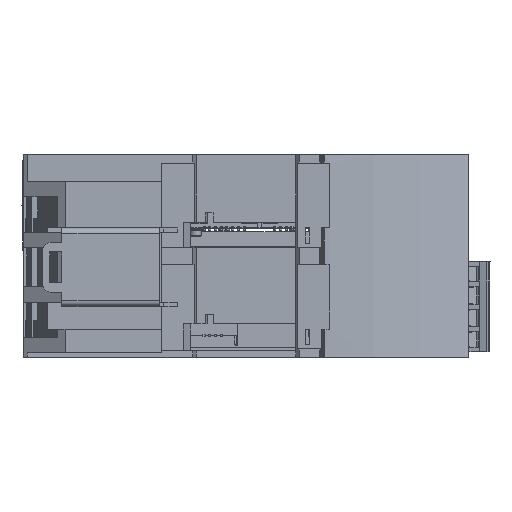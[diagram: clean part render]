
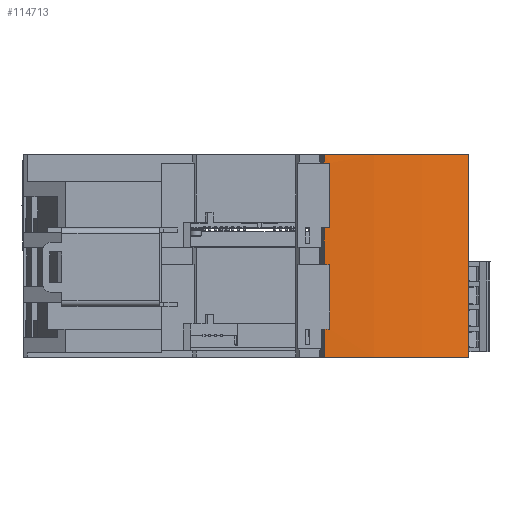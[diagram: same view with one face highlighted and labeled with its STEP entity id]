
A CAD part, front view. The second image highlights one B-rep face of the part: STEP entity #114713.
In plain terms, the highlighted cylindrical face has radius 80 mm (diameter 160 mm), a partial arc.
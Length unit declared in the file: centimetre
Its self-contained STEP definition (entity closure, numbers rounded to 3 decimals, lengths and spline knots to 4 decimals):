
#9163=LINE('',#173723,#23119);
#9624=LINE('',#174859,#23580);
#9819=LINE('',#175373,#23775);
#10267=LINE('',#176401,#24223);
#10268=LINE('',#176404,#24224);
#10269=LINE('',#176405,#24225);
#23119=VECTOR('',#140713,0.63);
#23580=VECTOR('',#141508,1.44);
#23775=VECTOR('',#141831,0.19);
#24223=VECTOR('',#142599,0.82);
#24224=VECTOR('',#142602,1.44);
#24225=VECTOR('',#142603,4.52);
#37406=FACE_OUTER_BOUND('',#43232,.T.);
#43232=EDGE_LOOP('',(#92976,#92977,#92978,#92979,#92980,#92981,#92982,#92983,
#92984,#92985,#92986,#92987));
#46151=CIRCLE('',#120792,8.);
#46159=CIRCLE('',#120950,8.);
#46190=CIRCLE('',#121144,8.);
#46202=CIRCLE('',#121246,8.);
#46226=CIRCLE('',#121299,8.);
#46230=CIRCLE('',#121338,8.);
#52644=VERTEX_POINT('',#172503);
#52646=VERTEX_POINT('',#172507);
#53071=VERTEX_POINT('',#173721);
#53079=VERTEX_POINT('',#173743);
#53476=VERTEX_POINT('',#174857);
#53477=VERTEX_POINT('',#174858);
#53529=VERTEX_POINT('',#175010);
#53630=VERTEX_POINT('',#175372);
#53707=VERTEX_POINT('',#175781);
#53739=VERTEX_POINT('',#175882);
#53948=VERTEX_POINT('',#176400);
#53949=VERTEX_POINT('',#176402);
#66103=EDGE_CURVE('',#52646,#52644,#46151,.T.);
#66654=EDGE_CURVE('',#53071,#52646,#9163,.T.);
#66666=EDGE_CURVE('',#53071,#53079,#46159,.T.);
#67161=EDGE_CURVE('',#53476,#53477,#9624,.T.);
#67235=EDGE_CURVE('',#53476,#53529,#46190,.T.);
#67373=EDGE_CURVE('',#53630,#53529,#9819,.T.);
#67540=EDGE_CURVE('',#53707,#53630,#46202,.T.);
#67581=EDGE_CURVE('',#53739,#53477,#46226,.T.);
#67858=EDGE_CURVE('',#53948,#53739,#10267,.T.);
#67859=EDGE_CURVE('',#53948,#53949,#46230,.T.);
#67860=EDGE_CURVE('',#52644,#53949,#10268,.T.);
#67861=EDGE_CURVE('',#53707,#53079,#10269,.T.);
#92976=ORIENTED_EDGE('',*,*,#67581,.F.);
#92977=ORIENTED_EDGE('',*,*,#67858,.F.);
#92978=ORIENTED_EDGE('',*,*,#67859,.T.);
#92979=ORIENTED_EDGE('',*,*,#67860,.F.);
#92980=ORIENTED_EDGE('',*,*,#66103,.F.);
#92981=ORIENTED_EDGE('',*,*,#66654,.F.);
#92982=ORIENTED_EDGE('',*,*,#66666,.T.);
#92983=ORIENTED_EDGE('',*,*,#67861,.F.);
#92984=ORIENTED_EDGE('',*,*,#67540,.T.);
#92985=ORIENTED_EDGE('',*,*,#67373,.T.);
#92986=ORIENTED_EDGE('',*,*,#67235,.F.);
#92987=ORIENTED_EDGE('',*,*,#67161,.T.);
#105381=CYLINDRICAL_SURFACE('',#121337,8.);
#114713=ADVANCED_FACE('',(#37406),#105381,.T.);
#120792=AXIS2_PLACEMENT_3D('',#172509,#139871,#139872);
#120950=AXIS2_PLACEMENT_3D('',#173745,#140730,#140731);
#121144=AXIS2_PLACEMENT_3D('',#175011,#141638,#141639);
#121246=AXIS2_PLACEMENT_3D('',#175782,#142129,#142130);
#121299=AXIS2_PLACEMENT_3D('',#175884,#142252,#142253);
#121337=AXIS2_PLACEMENT_3D('',#176399,#142597,#142598);
#121338=AXIS2_PLACEMENT_3D('',#176403,#142600,#142601);
#139871=DIRECTION('center_axis',(0.,0.,
1.));
#139872=DIRECTION('ref_axis',(1.,0.,0.));
#140713=DIRECTION('',(0.,0.,1.));
#140730=DIRECTION('center_axis',(0.,0.,
1.));
#140731=DIRECTION('ref_axis',(1.,0.,0.));
#141508=DIRECTION('',(0.,0.,-1.));
#141638=DIRECTION('center_axis',(0.,0.,
-1.));
#141639=DIRECTION('ref_axis',(-1.,0.,0.));
#141831=DIRECTION('',(0.,0.,-1.));
#142129=DIRECTION('center_axis',(0.,0.,
-1.));
#142130=DIRECTION('ref_axis',(-1.,0.,0.));
#142252=DIRECTION('center_axis',(0.,0.,
1.));
#142253=DIRECTION('ref_axis',(1.,0.,0.));
#142597=DIRECTION('center_axis',(0.,0.,
1.));
#142598=DIRECTION('ref_axis',(1.,0.,0.));
#142599=DIRECTION('',(0.,0.,1.));
#142600=DIRECTION('center_axis',(0.,0.,
1.));
#142601=DIRECTION('ref_axis',(1.,0.,0.));
#142602=DIRECTION('',(0.,0.,1.));
#142603=DIRECTION('',(0.,0.,-1.));
#172503=CARTESIAN_POINT('',(19.2954,11.4269,-1.27));
#172507=CARTESIAN_POINT('',(19.1659,11.4195,-1.27));
#172509=CARTESIAN_POINT('Origin',(18.7754,19.41,-1.27));
#173721=CARTESIAN_POINT('',(19.1659,11.4195,-1.9));
#173723=CARTESIAN_POINT('',(19.1659,11.4195,-1.9));
#173743=CARTESIAN_POINT('',(22.3754,12.2658,-1.9));
#173745=CARTESIAN_POINT('Origin',(18.7754,19.41,-1.9));
#174857=CARTESIAN_POINT('',(19.2954,11.4269,2.43));
#174858=CARTESIAN_POINT('',(19.2954,11.4269,0.99));
#174859=CARTESIAN_POINT('',(19.2954,11.4269,2.43));
#175010=CARTESIAN_POINT('',(19.1659,11.4195,2.43));
#175011=CARTESIAN_POINT('Origin',(18.7754,19.41,2.43));
#175372=CARTESIAN_POINT('',(19.1659,11.4195,2.62));
#175373=CARTESIAN_POINT('',(19.1659,11.4195,2.62));
#175781=CARTESIAN_POINT('',(22.3754,12.2658,2.62));
#175782=CARTESIAN_POINT('Origin',(18.7754,19.41,2.62));
#175882=CARTESIAN_POINT('',(19.1659,11.4195,0.99));
#175884=CARTESIAN_POINT('Origin',(18.7754,19.41,0.99));
#176399=CARTESIAN_POINT('Origin',(18.7754,19.41,0.485));
#176400=CARTESIAN_POINT('',(19.1659,11.4195,0.17));
#176401=CARTESIAN_POINT('',(19.1659,11.4195,0.17));
#176402=CARTESIAN_POINT('',(19.2954,11.4269,0.17));
#176403=CARTESIAN_POINT('Origin',(18.7754,19.41,0.17));
#176404=CARTESIAN_POINT('',(19.2954,11.4269,-1.27));
#176405=CARTESIAN_POINT('',(22.3754,12.2658,2.62));
